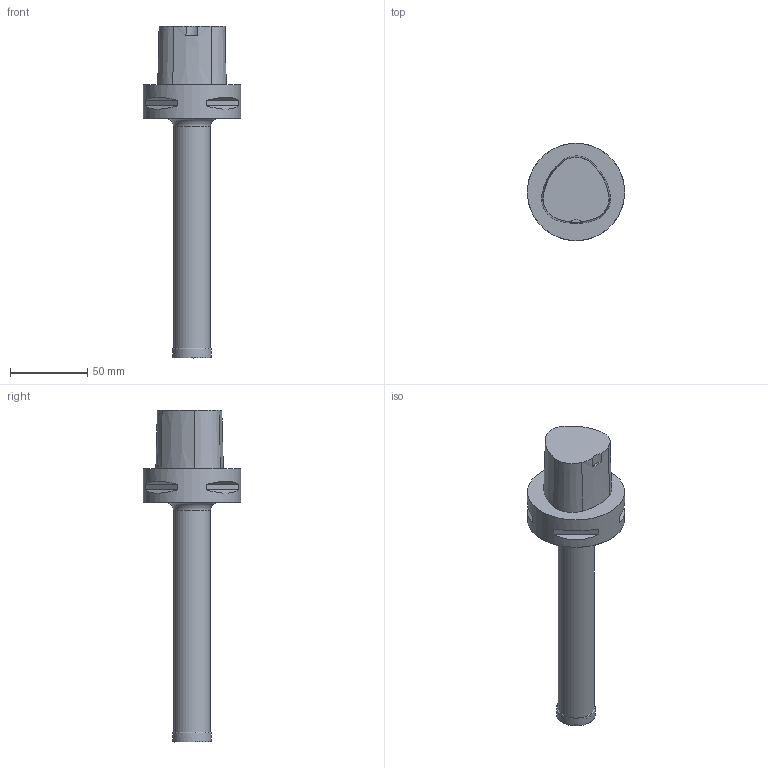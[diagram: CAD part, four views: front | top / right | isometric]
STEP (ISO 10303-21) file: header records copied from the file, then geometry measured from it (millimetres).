
FILE_DESCRIPTION(/* description */ (''),/* implementation_level */ '2;1');
FILE_NAME(/* name */ 'toolassembly_1.stp',/* time_stamp */ '2018-06-28T11:05:37+02:00',/* author */ (''),/* organization */ ('SMS'),/* preprocessor_version */ 'ST-DEVELOPER v15',/* originating_system */ 'SIEMENS PLM Software NX 8.5',/* authorisation */ '');
FILE_SCHEMA (('AUTOMOTIVE_DESIGN { 1 0 10303 214 3 1 1 1 }'));
Length unit declared in the file: millimetre
Products named in the file (4): ASSEMBLY_CONSTRUCTION; CUT_20180628110447; NOCUT_20180628110441; TOOLASSEMBLY_1
Assembly tree (3 placements, depth 2):
  TOOLASSEMBLY_1
    NOCUT_20180628110441
    CUT_20180628110447
    ASSEMBLY_CONSTRUCTION
Bounding box: 63 x 63 x 215 mm (x, y, z)
Volume: 193608.6 mm3; surface area: 28673.6 mm2
Topology: 2 solids, 2 shells, 38 faces, 82 edges, 65 vertices
Faces by surface type: plane 18, cone 10, torus 6, cylinder 3, bspline 1
Full cylindrical faces by diameter (mm): 24 x1, 63 x1
Entity records: 4958 total; most frequent: CARTESIAN_POINT 3942, DIRECTION 206, ORIENTED_EDGE 126, AXIS2_PLACEMENT_3D 92, EDGE_CURVE 63, EDGE_LOOP 56, VERTEX_POINT 48, ADVANCED_FACE 38
